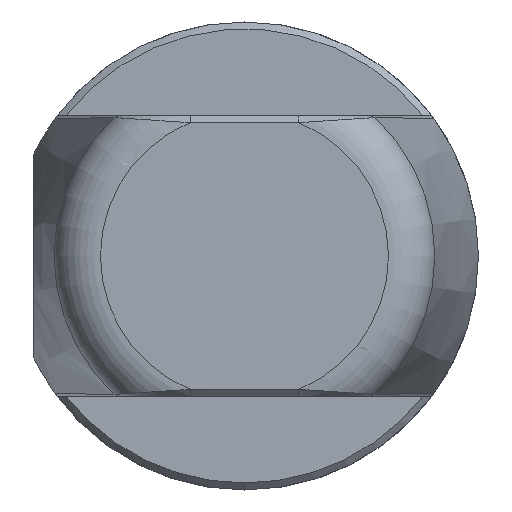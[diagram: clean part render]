
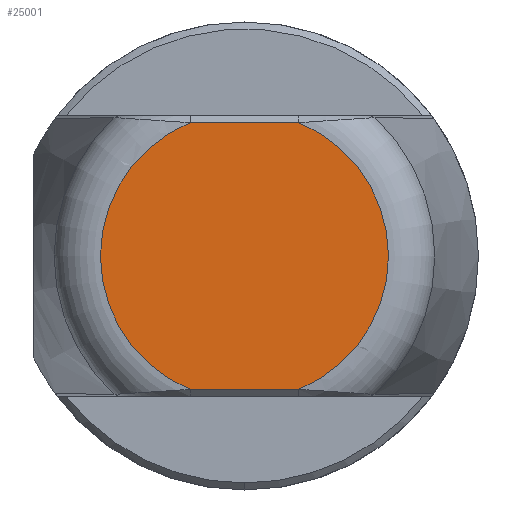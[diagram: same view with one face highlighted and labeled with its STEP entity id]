
A CAD part, left-side view. The second image highlights one B-rep face of the part: STEP entity #25001.
In plain terms, the highlighted face is planar.
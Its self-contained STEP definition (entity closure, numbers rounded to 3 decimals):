
#419 = ORIENTED_EDGE ( 'NONE', *, *, #8424, .F. ) ;
#1225 = EDGE_CURVE ( 'NONE', #10930, #2173, #1303, .T. ) ;
#1303 = CIRCLE ( 'NONE', #23413, 6.153 ) ;
#2161 = VECTOR ( 'NONE', #6827, 1000. ) ;
#2173 = VERTEX_POINT ( 'NONE', #23864 ) ;
#2784 = EDGE_CURVE ( 'NONE', #9364, #2173, #22781, .T. ) ;
#5220 = CARTESIAN_POINT ( 'NONE',  ( 15.5, -2.318, 5.7 ) ) ;
#6762 = CARTESIAN_POINT ( 'NONE',  ( 15.5, 6.153, 0. ) ) ;
#6827 = DIRECTION ( 'NONE',  ( 0., -1., 0. ) ) ;
#7490 = DIRECTION ( 'NONE',  ( 0., 1., 0. ) ) ;
#7965 = VERTEX_POINT ( 'NONE', #5220 ) ;
#8282 = ORIENTED_EDGE ( 'NONE', *, *, #22155, .T. ) ;
#8424 = EDGE_CURVE ( 'NONE', #9364, #7965, #12923, .T. ) ;
#9364 = VERTEX_POINT ( 'NONE', #11294 ) ;
#10930 = VERTEX_POINT ( 'NONE', #18554 ) ;
#11204 = CARTESIAN_POINT ( 'NONE',  ( 15.5, 0., 0. ) ) ;
#11294 = CARTESIAN_POINT ( 'NONE',  ( 15.5, -2.312, -5.702 ) ) ;
#12217 = ORIENTED_EDGE ( 'NONE', *, *, #2784, .T. ) ;
#12439 = FACE_OUTER_BOUND ( 'NONE', #14663, .T. ) ;
#12763 = DIRECTION ( 'NONE',  ( 0., 0., 1. ) ) ;
#12923 = CIRCLE ( 'NONE', #16203, 6.153 ) ;
#12999 = VECTOR ( 'NONE', #7490, 1000. ) ;
#13077 = DIRECTION ( 'NONE',  ( 0., 0., 1. ) ) ;
#13646 = AXIS2_PLACEMENT_3D ( 'NONE', #6762, #22427, #20486 ) ;
#14663 = EDGE_LOOP ( 'NONE', ( #419, #12217, #18655, #8282 ) ) ;
#14853 = CARTESIAN_POINT ( 'NONE',  ( 15.5, 1.365, -5.7 ) ) ;
#15008 = CARTESIAN_POINT ( 'NONE',  ( 15.5, 0., 0. ) ) ;
#16203 = AXIS2_PLACEMENT_3D ( 'NONE', #11204, #20567, #12763 ) ;
#18365 = CARTESIAN_POINT ( 'NONE',  ( 15.5, -1.365, 5.7 ) ) ;
#18494 = LINE ( 'NONE', #18365, #2161 ) ;
#18554 = CARTESIAN_POINT ( 'NONE',  ( 15.5, 2.312, 5.702 ) ) ;
#18655 = ORIENTED_EDGE ( 'NONE', *, *, #1225, .F. ) ;
#20486 = DIRECTION ( 'NONE',  ( 0., 0., -1. ) ) ;
#20567 = DIRECTION ( 'NONE',  ( -1., 0., 0. ) ) ;
#22155 = EDGE_CURVE ( 'NONE', #10930, #7965, #18494, .T. ) ;
#22427 = DIRECTION ( 'NONE',  ( 1., 0., 0. ) ) ;
#22781 = LINE ( 'NONE', #14853, #12999 ) ;
#22810 = DIRECTION ( 'NONE',  ( -1., 0., 0. ) ) ;
#23413 = AXIS2_PLACEMENT_3D ( 'NONE', #15008, #22810, #13077 ) ;
#23864 = CARTESIAN_POINT ( 'NONE',  ( 15.5, 2.318, -5.7 ) ) ;
#24220 = PLANE ( 'NONE',  #13646 ) ;
#25001 = ADVANCED_FACE ( 'NONE', ( #12439 ), #24220, .T. ) ;
